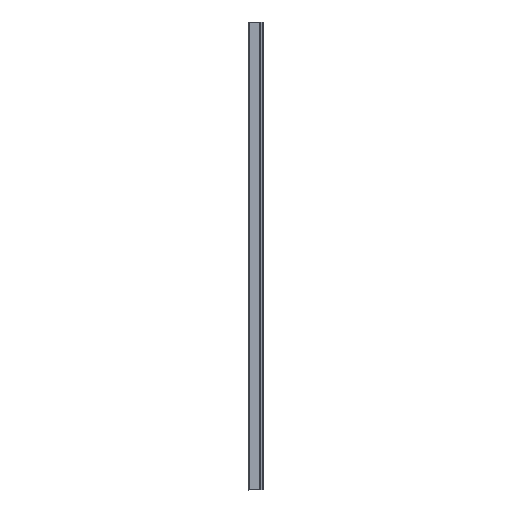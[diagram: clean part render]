
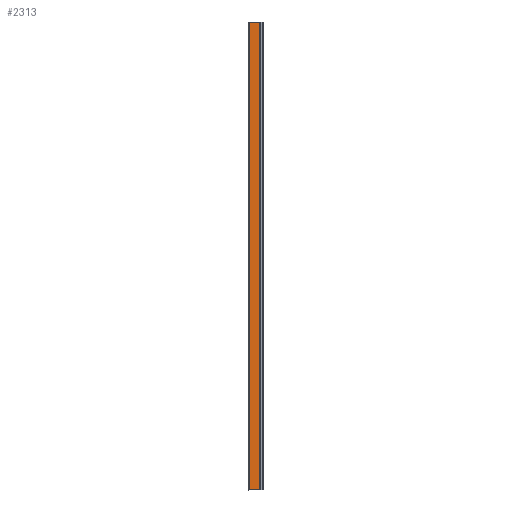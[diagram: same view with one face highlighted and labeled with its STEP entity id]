
A CAD part, left-side view. The second image highlights one B-rep face of the part: STEP entity #2313.
In plain terms, the highlighted face is planar.
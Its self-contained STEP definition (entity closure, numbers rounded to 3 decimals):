
#1262=ORIENTED_EDGE('',*,*,#1690,.T.);
#1263=ORIENTED_EDGE('',*,*,#1662,.F.);
#1264=ORIENTED_EDGE('',*,*,#1689,.F.);
#1265=ORIENTED_EDGE('',*,*,#1645,.T.);
#1381=VECTOR('',#1853,1.);
#1393=VECTOR('',#1879,1.);
#1417=VECTOR('',#1923,1.);
#1418=VECTOR('',#1926,1.);
#1473=LINE('',#2079,#1381);
#1485=LINE('',#2113,#1393);
#1509=LINE('',#2166,#1417);
#1510=LINE('',#2168,#1418);
#1566=VERTEX_POINT('',#2076);
#1567=VERTEX_POINT('',#2078);
#1581=VERTEX_POINT('',#2110);
#1582=VERTEX_POINT('',#2112);
#1645=EDGE_CURVE('',#1567,#1566,#1473,.T.);
#1662=EDGE_CURVE('',#1581,#1582,#1485,.T.);
#1689=EDGE_CURVE('',#1567,#1581,#1509,.T.);
#1690=EDGE_CURVE('',#1566,#1582,#1510,.T.);
#1727=EDGE_LOOP('',(#1262,#1263,#1264,#1265));
#1765=FACE_BOUND('',#1727,.T.);
#1853=DIRECTION('',(0.,-21.5,0.));
#1879=DIRECTION('',(0.,-21.5,0.));
#1923=DIRECTION('',(-1000.,0.,0.));
#1924=DIRECTION('',(0.,0.,-1.));
#1925=DIRECTION('',(0.,1.,0.));
#1926=DIRECTION('',(-1000.,0.,0.));
#2076=CARTESIAN_POINT('',(1000.,24.,-20.));
#2078=CARTESIAN_POINT('',(1000.,45.5,-20.));
#2079=CARTESIAN_POINT('',(1000.,45.5,-20.));
#2110=CARTESIAN_POINT('',(0.,45.5,-20.));
#2112=CARTESIAN_POINT('',(0.,24.,-20.));
#2113=CARTESIAN_POINT('',(0.,45.5,-20.));
#2166=CARTESIAN_POINT('',(1000.,45.5,-20.));
#2167=CARTESIAN_POINT('',(1000.,24.,-20.));
#2168=CARTESIAN_POINT('',(1000.,24.,-20.));
#2243=AXIS2_PLACEMENT_3D('',#2167,#1924,#1925);
#2278=PLANE('',#2243);
#2313=ADVANCED_FACE('',(#1765),#2278,.T.);
